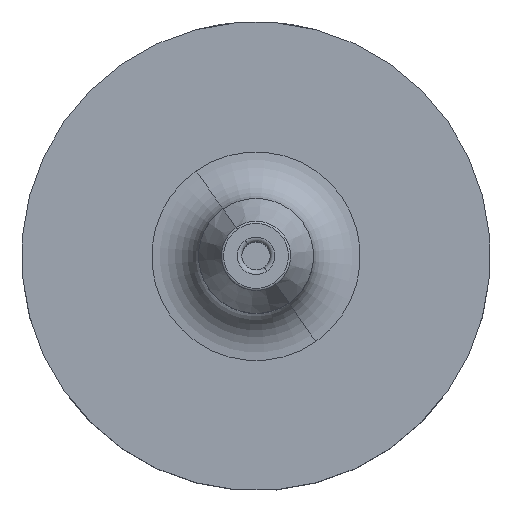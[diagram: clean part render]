
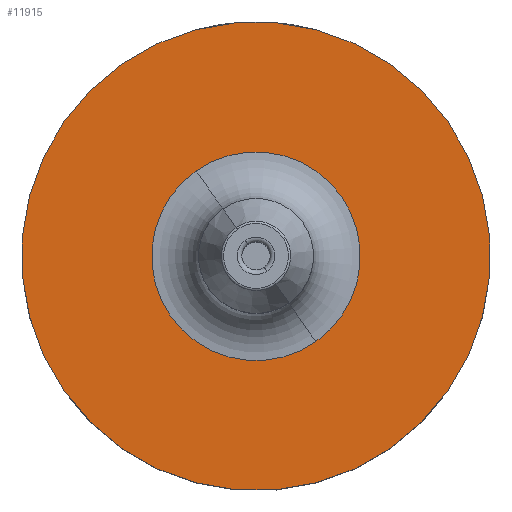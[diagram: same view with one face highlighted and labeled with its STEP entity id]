
A CAD part, top view. The second image highlights one B-rep face of the part: STEP entity #11915.
In plain terms, the highlighted planar face has unit normal (0, 0, 1).
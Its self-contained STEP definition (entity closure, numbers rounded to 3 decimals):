
#242=CARTESIAN_POINT('',(0.,0.,28.95));
#243=DIRECTION('',(0.,0.,1.));
#244=DIRECTION('',(-0.574,0.819,0.));
#245=AXIS2_PLACEMENT_3D('',#242,#243,#244);
#250=CARTESIAN_POINT('',(0.,0.,28.95));
#251=DIRECTION('',(0.,0.,-1.));
#252=DIRECTION('',(-0.574,0.819,0.));
#253=AXIS2_PLACEMENT_3D('',#250,#251,#252);
#272=CARTESIAN_POINT('',(0.,0.,28.95));
#273=DIRECTION('',(0.,0.,-1.));
#274=DIRECTION('',(-0.574,0.819,0.));
#275=AXIS2_PLACEMENT_3D('',#272,#273,#274);
#280=CARTESIAN_POINT('',(0.,0.,28.95));
#281=DIRECTION('',(0.,0.,1.));
#282=DIRECTION('',(-0.574,0.819,0.));
#283=AXIS2_PLACEMENT_3D('',#280,#281,#282);
#11582=CARTESIAN_POINT('',(-12.762,18.226,28.95));
#11583=VERTEX_POINT('',#11582);
#11584=CARTESIAN_POINT('',(-28.679,40.958,28.95));
#11586=VERTEX_POINT('',#11584);
#11650=CARTESIAN_POINT('',(12.762,-18.226,28.95));
#11651=VERTEX_POINT('',#11650);
#11652=CARTESIAN_POINT('',(28.679,-40.958,28.95));
#11654=VERTEX_POINT('',#11652);
#11900=CARTESIAN_POINT('',(0.,0.,28.95));
#11901=DIRECTION('',(0.,0.,1.));
#11902=DIRECTION('',(0.574,-0.819,0.));
#11903=AXIS2_PLACEMENT_3D('',#11900,#11901,#11902);
#11904=PLANE('',#11903);
#11906=ORIENTED_EDGE('',*,*,#11905,.T.);
#11908=ORIENTED_EDGE('',*,*,#11907,.F.);
#11909=EDGE_LOOP('',(#11906,#11908));
#11910=FACE_OUTER_BOUND('',#11909,.F.);
#11911=ORIENTED_EDGE('',*,*,#11882,.T.);
#11912=ORIENTED_EDGE('',*,*,#11893,.F.);
#11913=EDGE_LOOP('',(#11911,#11912));
#11914=FACE_BOUND('',#11913,.F.);
#11915=ADVANCED_FACE('',(#11910,#11914),#11904,.T.);
#246=CIRCLE('',#245,22.25);
#254=CIRCLE('',#253,22.25);
#276=CIRCLE('',#275,50.);
#284=CIRCLE('',#283,50.);
#11882=EDGE_CURVE('',#11583,#11651,#246,.T.);
#11893=EDGE_CURVE('',#11583,#11651,#254,.T.);
#11905=EDGE_CURVE('',#11586,#11654,#276,.T.);
#11907=EDGE_CURVE('',#11586,#11654,#284,.T.);
